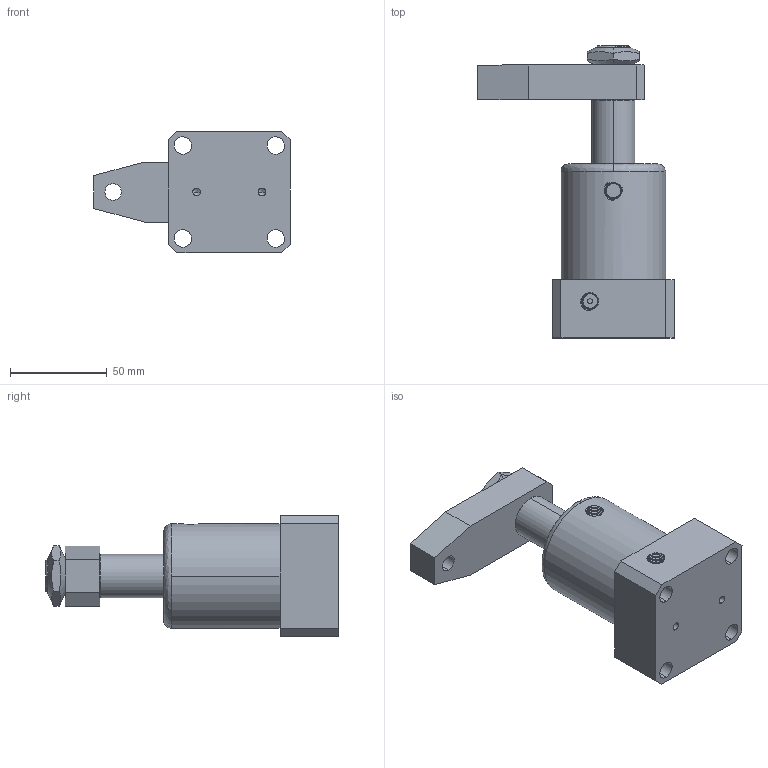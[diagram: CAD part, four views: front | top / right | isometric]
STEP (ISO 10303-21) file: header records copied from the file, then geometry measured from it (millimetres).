
FILE_DESCRIPTION (( 'STEP AP203' ), '1' );
FILE_NAME ('chs-40s_asm.STEP', '2019-04-19T00:56:46', ( '' ), ( '' ), 'SwSTEP 2.0', 'SolidWorks 2017', '' );
FILE_SCHEMA (( 'CONFIG_CONTROL_DESIGN' ));
Length unit declared in the file: millimetre
Products named in the file (5): CHS-40-03_1; M18; chs-40s_asm; CHS-40S-01; CHS-40S-02
Assembly tree (4 placements, depth 2):
  chs-40s_asm
    CHS-40-03_1
    CHS-40S-02
    CHS-40S-01
    M18
Bounding box: 101.49 x 150.9 x 63 mm (x, y, z)
Volume: 272189 mm3; surface area: 62967.1 mm2
Topology: 5 solids, 5 shells, 220 faces, 735 edges, 528 vertices
Faces by surface type: cylinder 75, cone 70, plane 45, bspline 30
Entity records: 26491 total; most frequent: CARTESIAN_POINT 20511, ORIENTED_EDGE 1458, EDGE_CURVE 729, DIRECTION 678, VERTEX_POINT 528, B_SPLINE_CURVE_WITH_KNOTS 483, AXIS2_PLACEMENT_3D 247, EDGE_LOOP 243
